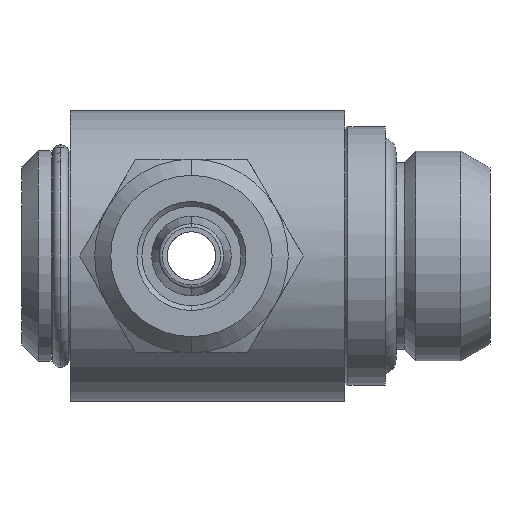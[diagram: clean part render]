
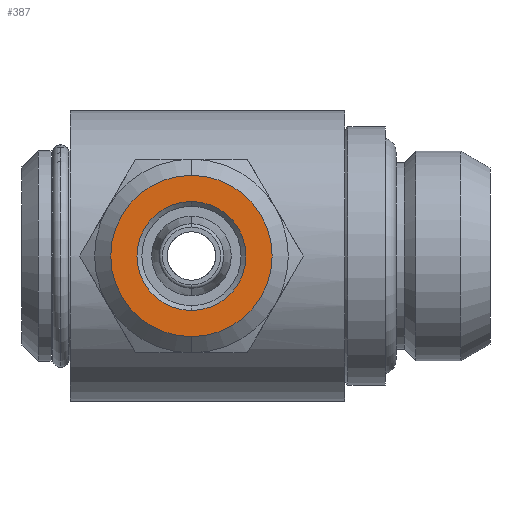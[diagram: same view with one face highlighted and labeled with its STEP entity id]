
A CAD part, left-side view. The second image highlights one B-rep face of the part: STEP entity #387.
In plain terms, the highlighted planar face has unit normal (-1, 0, 0).
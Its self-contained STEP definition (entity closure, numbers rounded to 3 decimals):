
#202 = AXIS2_PLACEMENT_3D ( 'NONE', #1716, #1710, #1704 ) ;
#387 = ADVANCED_FACE ( 'NONE', ( #1561, #1562 ), #1719, .T. ) ;
#584 = ORIENTED_EDGE ( 'NONE', *, *, #1880, .T. ) ;
#585 = ORIENTED_EDGE ( 'NONE', *, *, #948, .T. ) ;
#586 = ORIENTED_EDGE ( 'NONE', *, *, #947, .F. ) ;
#587 = ORIENTED_EDGE ( 'NONE', *, *, #1875, .F. ) ;
#714 = EDGE_LOOP ( 'NONE', ( #584, #585 ) ) ;
#715 = EDGE_LOOP ( 'NONE', ( #587, #586 ) ) ;
#947 = EDGE_CURVE ( 'NONE', #1162, #1163, #1815, .T. ) ;
#948 = EDGE_CURVE ( 'NONE', #1165, #1164, #1816, .T. ) ;
#1162 = VERTEX_POINT ( 'NONE', #2957 ) ;
#1163 = VERTEX_POINT ( 'NONE', #2958 ) ;
#1164 = VERTEX_POINT ( 'NONE', #2959 ) ;
#1165 = VERTEX_POINT ( 'NONE', #2960 ) ;
#1561 = FACE_BOUND ( 'NONE', #714, .T. ) ;
#1562 = FACE_OUTER_BOUND ( 'NONE', #715, .T. ) ;
#1704 = DIRECTION ( 'NONE',  ( 0., 0., 1. ) ) ;
#1710 = DIRECTION ( 'NONE',  ( -1., 0., 0. ) ) ;
#1716 = CARTESIAN_POINT ( 'NONE',  ( -24.852, 23.5, 0. ) ) ;
#1719 = PLANE ( 'NONE',  #202 ) ;
#1813 = AXIS2_PLACEMENT_3D ( 'NONE', #3661, #3662, #3663 ) ;
#1815 = CIRCLE ( 'NONE', #1813, 5. ) ;
#1816 = CIRCLE ( 'NONE', #1818, 3.375 ) ;
#1818 = AXIS2_PLACEMENT_3D ( 'NONE', #3664, #3665, #3666 ) ;
#1875 = EDGE_CURVE ( 'NONE', #1163, #1162, #2467, .T. ) ;
#1880 = EDGE_CURVE ( 'NONE', #1164, #1165, #2487, .T. ) ;
#2467 = CIRCLE ( 'NONE', #2486, 5. ) ;
#2486 = AXIS2_PLACEMENT_3D ( 'NONE', #3104, #3105, #3106 ) ;
#2487 = CIRCLE ( 'NONE', #2490, 3.375 ) ;
#2490 = AXIS2_PLACEMENT_3D ( 'NONE', #3111, #3112, #3113 ) ;
#2957 = CARTESIAN_POINT ( 'NONE',  ( -24.852, 18.5, 5. ) ) ;
#2958 = CARTESIAN_POINT ( 'NONE',  ( -24.852, 18.5, -5. ) ) ;
#2959 = CARTESIAN_POINT ( 'NONE',  ( -24.852, 18.5, 3.375 ) ) ;
#2960 = CARTESIAN_POINT ( 'NONE',  ( -24.852, 18.5, -3.375 ) ) ;
#3104 = CARTESIAN_POINT ( 'NONE',  ( -24.852, 18.5, 0. ) ) ;
#3105 = DIRECTION ( 'NONE',  ( 1., 0., 0. ) ) ;
#3106 = DIRECTION ( 'NONE',  ( 0., 0., -1. ) ) ;
#3111 = CARTESIAN_POINT ( 'NONE',  ( -24.852, 18.5, 0. ) ) ;
#3112 = DIRECTION ( 'NONE',  ( 1., 0., 0. ) ) ;
#3113 = DIRECTION ( 'NONE',  ( 0., 0., -1. ) ) ;
#3661 = CARTESIAN_POINT ( 'NONE',  ( -24.852, 18.5, 0. ) ) ;
#3662 = DIRECTION ( 'NONE',  ( 1., 0., 0. ) ) ;
#3663 = DIRECTION ( 'NONE',  ( 0., 0., -1. ) ) ;
#3664 = CARTESIAN_POINT ( 'NONE',  ( -24.852, 18.5, 0. ) ) ;
#3665 = DIRECTION ( 'NONE',  ( 1., 0., 0. ) ) ;
#3666 = DIRECTION ( 'NONE',  ( 0., 0., -1. ) ) ;
